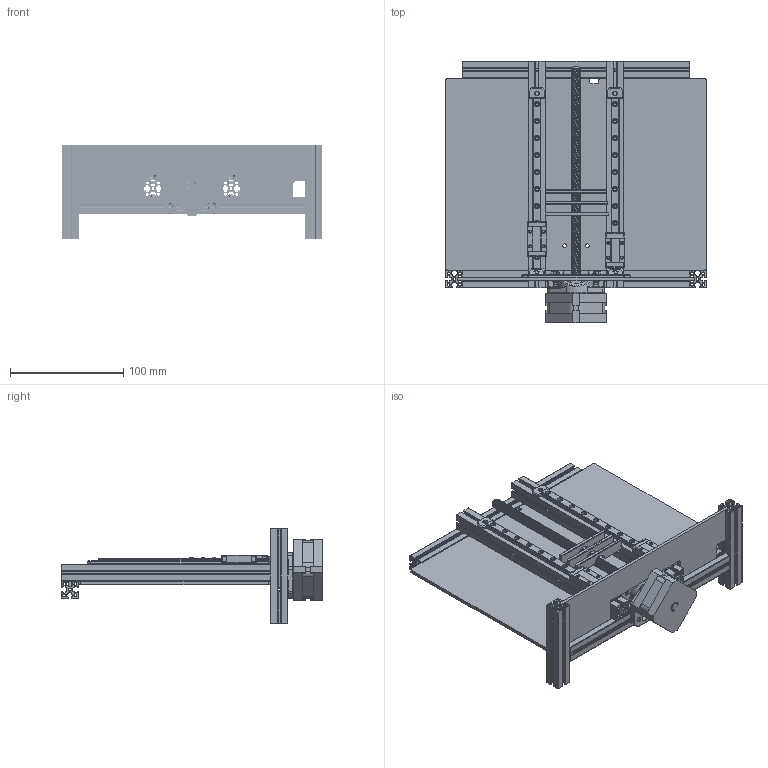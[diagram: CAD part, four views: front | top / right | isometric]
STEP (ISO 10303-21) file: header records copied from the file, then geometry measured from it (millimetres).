
FILE_DESCRIPTION(/* description */ (''),/* implementation_level */ '2;1');
FILE_NAME(/* name */ 'Bottom_panel_Airgap_Lid v6.step',/* time_stamp */ '2022-09-29T18:06:37+02:00',/* author */ (''),/* organization */ (''),/* preprocessor_version */ 'ST-DEVELOPER v19',/* originating_system */ 'Autodesk Translation Framework v11.7.0.108',/* authorisation */ '');
FILE_SCHEMA (('AUTOMOTIVE_DESIGN { 1 0 10303 214 3 1 1 }'));
Products named in the file (30): Bottom_panel_Airgap_Lid; Frame; MGN7_150mm; MGN7_150mm-1; MGN7-1; M2_Hex_Adapter_Parametric; MGN7_150mm-2; MGN7_150mm-3; M2_Hex_Nut; M2x6 BHCS-1; 1515_200mm-10; 1515_200mm-11; 1515_200mm-15; 1515_200mm-16; Railstops; 1515_200mm-2; Z_Bed; Z_Motor_Assembly_v0.1; Z_Motor_Mount; Stepper with 200mm LeadScrew; M3x8 BHCS-1; M3x6 BHCS-1; MGN7-H-1; Panels; Mid_Panel; Deck_Panel_; Tools; Middle_Cover; Cover_with_linear_rail_stoppers; Rail_carriage_stoppers
Assembly tree (133 placements, depth 4):
  Bottom_panel_Airgap_Lid
    Frame
      MGN7_150mm
        MGN7-1
        M2_Hex_Adapter_Parametric
        M2_Hex_Nut  x10
        M2x6 BHCS-1  x10
      MGN7_150mm-1
        MGN7-1
        M2_Hex_Adapter_Parametric
        M2_Hex_Nut  x10
        M2x6 BHCS-1  x10
      MGN7_150mm-2
        M2_Hex_Nut  x10
        M2x6 BHCS-1  x10
      MGN7_150mm-3
        M2_Hex_Nut  x10
        M2x6 BHCS-1  x10
      1515_200mm-2  x2
      1515_200mm-10
      1515_200mm-11
      1515_200mm-15
      1515_200mm-16
      M3x8 BHCS-1  x12
      M3x6 BHCS-1  x4
      Railstops  x2
    Z_Bed
      Z_Motor_Assembly_v0.1
        Z_Motor_Mount
        Stepper with 200mm LeadScrew
        M3x8 BHCS-1  x6
        M3x6 BHCS-1
      MGN7-H-1  x2
    Panels
      Mid_Panel
      Deck_Panel_
    Tools
    Middle_Cover
    Cover_with_linear_rail_stoppers
      Rail_carriage_stoppers
Bounding box: 230 x 231 x 83.14 mm (x, y, z)
Volume: 355048.8 mm3; surface area: 320042.7 mm2
Topology: 50 solids, 50 shells, 3339 faces, 8958 edges, 5773 vertices
Faces by surface type: plane 1754, cylinder 1047, bspline 283, cone 227, sphere 19, torus 9
Full cylindrical faces by diameter (mm): 0.8 x8, 2 x8, 2.4 x40, 2.55 x36, 2.659 x8, 2.9 x8, 3 x11, 3.4 x11, 3.707 x4, 4.2 x20, 5.7 x5, 5.9 x2, 6.789 x107, 8 x95, 8.789 x7, 22 x1, 22.4 x1
Entity records: 123485 total; most frequent: CARTESIAN_POINT 55960, ORIENTED_EDGE 14582, DIRECTION 12852, EDGE_CURVE 7291, VERTEX_POINT 4710, LINE 4496, VECTOR 4496, AXIS2_PLACEMENT_3D 4178
